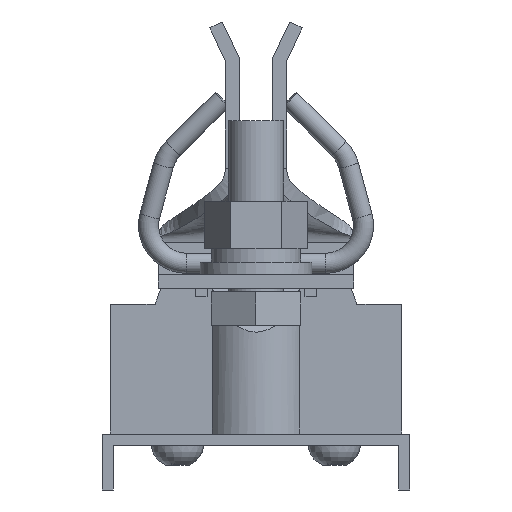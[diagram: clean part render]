
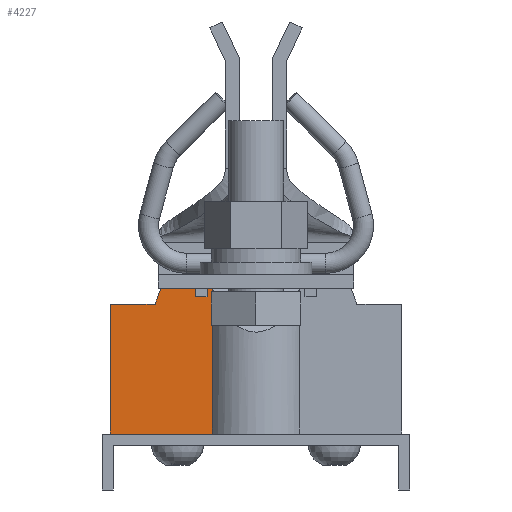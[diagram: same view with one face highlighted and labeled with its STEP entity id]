
A CAD part, front view. The second image highlights one B-rep face of the part: STEP entity #4227.
In plain terms, the highlighted planar face has unit normal (0, -1, 0).
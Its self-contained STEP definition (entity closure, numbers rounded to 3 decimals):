
#3666=FACE_OUTER_BOUND('',#5524,.T.);
#4227=ADVANCED_FACE('',(#3666),#4661,.F.);
#4661=PLANE('',#14438);
#5524=EDGE_LOOP('',(#8437,#8438,#8439,#8440,#8441,#8442));
#8437=ORIENTED_EDGE('',*,*,#10962,.T.);
#8438=ORIENTED_EDGE('',*,*,#10918,.F.);
#8439=ORIENTED_EDGE('',*,*,#10963,.T.);
#8440=ORIENTED_EDGE('',*,*,#9777,.T.);
#8441=ORIENTED_EDGE('',*,*,#10964,.F.);
#8442=ORIENTED_EDGE('',*,*,#10618,.F.);
#8831=VERTEX_POINT('',#17634);
#8832=VERTEX_POINT('',#17636);
#9363=VERTEX_POINT('',#31405);
#9364=VERTEX_POINT('',#31407);
#9563=VERTEX_POINT('',#42965);
#9564=VERTEX_POINT('',#42967);
#9777=EDGE_CURVE('',#8832,#8831,#11157,.T.);
#10618=EDGE_CURVE('',#9363,#9364,#11683,.T.);
#10918=EDGE_CURVE('',#9563,#9564,#11893,.T.);
#10962=EDGE_CURVE('',#9363,#9564,#11937,.T.);
#10963=EDGE_CURVE('',#9563,#8832,#11938,.T.);
#10964=EDGE_CURVE('',#9364,#8831,#11939,.T.);
#11157=LINE('',#17635,#12097);
#11683=LINE('',#31406,#12643);
#11893=LINE('',#42966,#12853);
#11937=LINE('',#43051,#12897);
#11938=LINE('',#43052,#12898);
#11939=LINE('',#43053,#12899);
#12097=VECTOR('',#14669,1.);
#12643=VECTOR('',#16259,1.);
#12853=VECTOR('',#16773,1.);
#12897=VECTOR('',#16849,1.);
#12898=VECTOR('',#16850,1.);
#12899=VECTOR('',#16851,1.);
#14438=AXIS2_PLACEMENT_3D('',#43054,#16852,#16853);
#14669=DIRECTION('',(1.,0.,0.));
#16259=DIRECTION('',(1.,0.,0.));
#16773=DIRECTION('',(1.,0.,0.));
#16849=DIRECTION('',(-0.342,0.,-0.94));
#16850=DIRECTION('',(0.,0.,-1.));
#16851=DIRECTION('',(0.,0.,-1.));
#16852=DIRECTION('',(0.,1.,0.));
#16853=DIRECTION('',(0.,0.,1.));
#17634=CARTESIAN_POINT('',(19.706,28.5,10.));
#17635=CARTESIAN_POINT('',(53.561,28.5,10.));
#17636=CARTESIAN_POINT('',(1.5,28.5,10.));
#31405=CARTESIAN_POINT('',(10.5,28.5,36.));
#31406=CARTESIAN_POINT('',(45.,28.5,36.));
#31407=CARTESIAN_POINT('',(19.706,28.5,36.));
#42965=CARTESIAN_POINT('',(1.5,28.5,33.2));
#42966=CARTESIAN_POINT('',(27.5,28.5,33.2));
#42967=CARTESIAN_POINT('',(9.481,28.5,33.2));
#43051=CARTESIAN_POINT('',(6.718,28.5,25.61));
#43052=CARTESIAN_POINT('',(1.5,28.5,8.561));
#43053=CARTESIAN_POINT('',(19.706,28.5,10.));
#43054=CARTESIAN_POINT('',(53.561,28.5,8.561));
